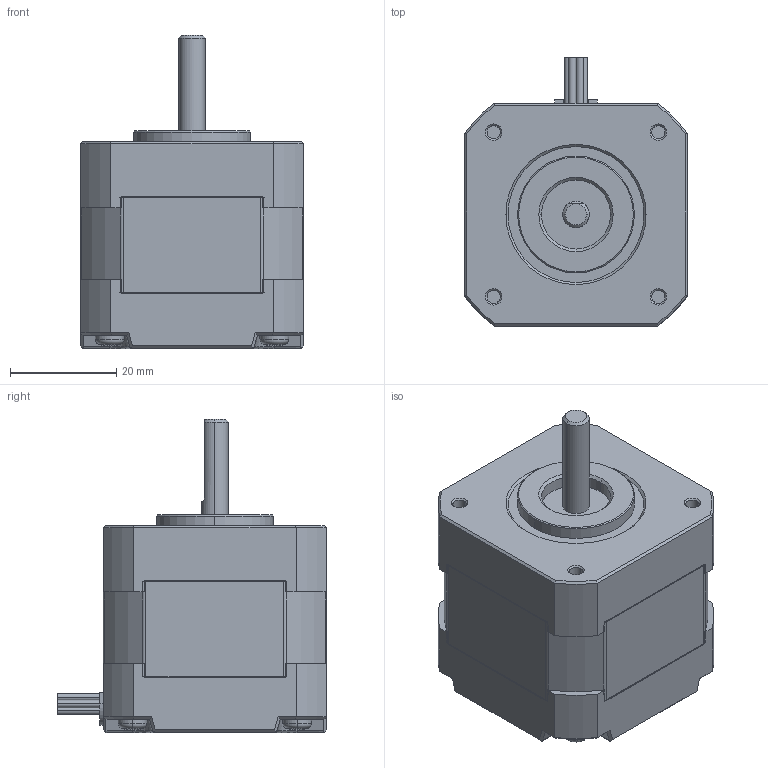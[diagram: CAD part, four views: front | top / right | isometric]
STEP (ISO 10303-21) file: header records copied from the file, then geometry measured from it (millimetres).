
FILE_DESCRIPTION(('Creo Elements/Direct Modeling STEP Export'),'2;1');
FILE_NAME('TS3617N102.stp','2014-07-05T15:49:11',(''),(''),'Creo Elements/Direct Modeling STEP processor for AP203 (Solid Model)','Creo Elements/Direct Modeling 17.0F 20-Aug-2012 (C) Parametric Technology GmbH','');
FILE_SCHEMA(('CONFIG_CONTROL_DESIGN'));
Length unit declared in the file: millimetre
Products named in the file (1): Skin_Group1
Bounding box: 42 x 50.6 x 59 mm (x, y, z)
Volume: 65788 mm3; surface area: 10724.8 mm2
Topology: 1 solids, 1 shells, 342 faces, 883 edges, 563 vertices
Faces by surface type: plane 155, cylinder 124, cone 41, torus 12, sphere 10
Entity records: 13154 total; most frequent: CARTESIAN_POINT 2161, ORIENTED_EDGE 1762, DIRECTION 1688, EDGE_CURVE 881, AXIS2_PLACEMENT_3D 617, VERTEX_POINT 563, VECTOR 454, LINE 454
